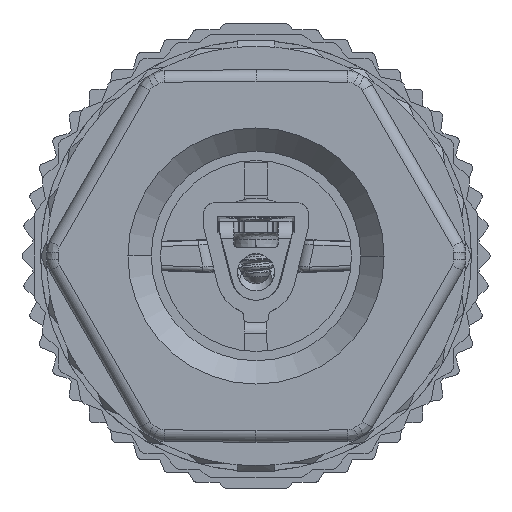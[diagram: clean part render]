
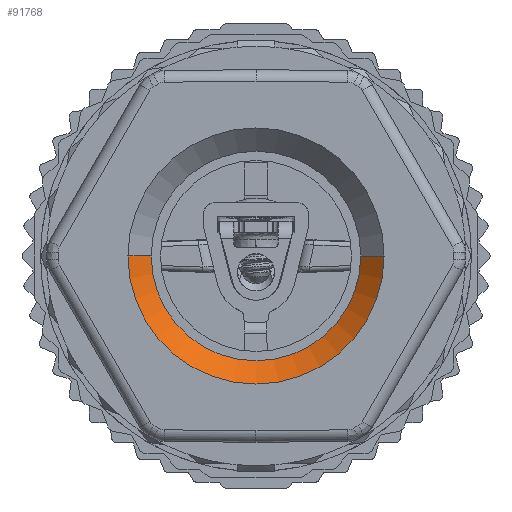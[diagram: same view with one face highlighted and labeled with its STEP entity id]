
A CAD part, left-side view. The second image highlights one B-rep face of the part: STEP entity #91768.
In plain terms, the highlighted conical face has half-angle 45 degrees and reference radius 5.5 mm.
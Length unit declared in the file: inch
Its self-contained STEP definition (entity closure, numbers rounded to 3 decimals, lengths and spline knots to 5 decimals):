
#983 = EDGE_CURVE ( 'NONE', #88332, #58155, #27173, .T. ) ;
#2133 = DIRECTION ( 'NONE',  ( 0., 0., -1. ) ) ;
#3443 = ORIENTED_EDGE ( 'NONE', *, *, #83141, .T. ) ;
#4947 = EDGE_CURVE ( 'NONE', #78912, #62110, #47988, .T. ) ;
#5573 = CARTESIAN_POINT ( 'NONE',  ( -1.03065, -0.21654, 0. ) ) ;
#8253 = VECTOR ( 'NONE', #72683, 39.37008 ) ;
#9059 = AXIS2_PLACEMENT_3D ( 'NONE', #47835, #54910, #55896 ) ;
#13603 = ORIENTED_EDGE ( 'NONE', *, *, #74506, .T. ) ;
#14199 = CARTESIAN_POINT ( 'NONE',  ( -0.99128, 0.17717, 0. ) ) ;
#25592 = AXIS2_PLACEMENT_3D ( 'NONE', #50332, #33726, #96272 ) ;
#25671 = DIRECTION ( 'NONE',  ( 0., -1., 0. ) ) ;
#27173 = CIRCLE ( 'NONE', #25592, 0.17717 ) ;
#27949 = VECTOR ( 'NONE', #42433, 39.37008 ) ;
#30183 = AXIS2_PLACEMENT_3D ( 'NONE', #94304, #48399, #25671 ) ;
#33726 = DIRECTION ( 'NONE',  ( -1., 0., 0. ) ) ;
#40467 = CARTESIAN_POINT ( 'NONE',  ( -0.99128, 0., 0. ) ) ;
#42433 = DIRECTION ( 'NONE',  ( -0.707, 0.707, 0. ) ) ;
#43428 = LINE ( 'NONE', #80792, #27949 ) ;
#47835 = CARTESIAN_POINT ( 'NONE',  ( -1.03065, 0., 0. ) ) ;
#47988 = LINE ( 'NONE', #63141, #8253 ) ;
#48399 = DIRECTION ( 'NONE',  ( -1., 0., 0. ) ) ;
#50332 = CARTESIAN_POINT ( 'NONE',  ( -0.99128, 0., 0. ) ) ;
#52368 = ORIENTED_EDGE ( 'NONE', *, *, #4947, .F. ) ;
#52680 = CARTESIAN_POINT ( 'NONE',  ( -1.03065, 0.21654, 0. ) ) ;
#54910 = DIRECTION ( 'NONE',  ( -1., 0., 0. ) ) ;
#55896 = DIRECTION ( 'NONE',  ( 0., -1., 0. ) ) ;
#58155 = VERTEX_POINT ( 'NONE', #75323 ) ;
#62110 = VERTEX_POINT ( 'NONE', #5573 ) ;
#63141 = CARTESIAN_POINT ( 'NONE',  ( -1.03065, -0.21654, 0. ) ) ;
#65446 = CIRCLE ( 'NONE', #9059, 0.21654 ) ;
#65556 = ORIENTED_EDGE ( 'NONE', *, *, #983, .F. ) ;
#65730 = CIRCLE ( 'NONE', #68749, 0.17717 ) ;
#67202 = VERTEX_POINT ( 'NONE', #52680 ) ;
#67449 = EDGE_CURVE ( 'NONE', #58155, #78912, #65730, .T. ) ;
#68749 = AXIS2_PLACEMENT_3D ( 'NONE', #40467, #71242, #2133 ) ;
#71242 = DIRECTION ( 'NONE',  ( -1., 0., 0. ) ) ;
#72683 = DIRECTION ( 'NONE',  ( -0.707, -0.707, 0. ) ) ;
#74506 = EDGE_CURVE ( 'NONE', #67202, #62110, #65446, .T. ) ;
#75323 = CARTESIAN_POINT ( 'NONE',  ( -0.99128, 0., -0.17717 ) ) ;
#78503 = CONICAL_SURFACE ( 'NONE', #30183, 0.21654, 0.785 ) ;
#78912 = VERTEX_POINT ( 'NONE', #88230 ) ;
#80792 = CARTESIAN_POINT ( 'NONE',  ( -1.03065, 0.21654, 0. ) ) ;
#83141 = EDGE_CURVE ( 'NONE', #88332, #67202, #43428, .T. ) ;
#88230 = CARTESIAN_POINT ( 'NONE',  ( -0.99128, -0.17717, 0. ) ) ;
#88332 = VERTEX_POINT ( 'NONE', #14199 ) ;
#91768 = ADVANCED_FACE ( 'NONE', ( #94805 ), #78503, .F. ) ;
#93730 = EDGE_LOOP ( 'NONE', ( #65556, #3443, #13603, #52368, #94098 ) ) ;
#94098 = ORIENTED_EDGE ( 'NONE', *, *, #67449, .F. ) ;
#94304 = CARTESIAN_POINT ( 'NONE',  ( -1.03065, 0., 0. ) ) ;
#94805 = FACE_OUTER_BOUND ( 'NONE', #93730, .T. ) ;
#96272 = DIRECTION ( 'NONE',  ( 0., 0., -1. ) ) ;
